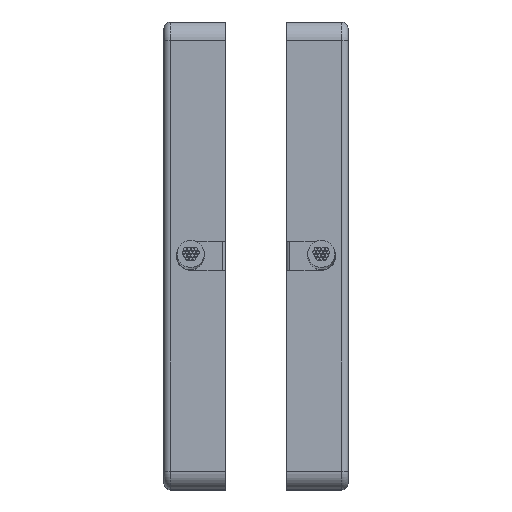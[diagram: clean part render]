
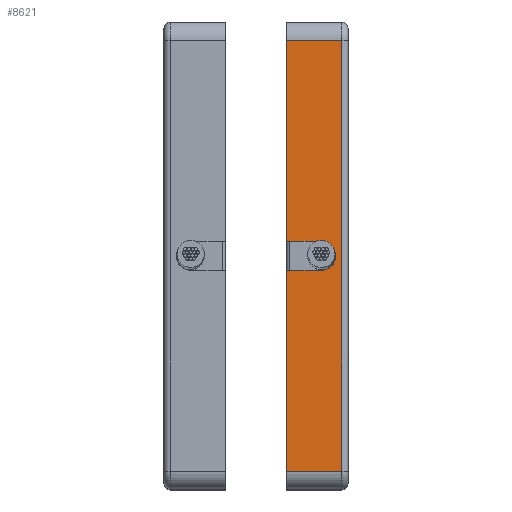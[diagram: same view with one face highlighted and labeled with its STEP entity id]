
A CAD part, top view. The second image highlights one B-rep face of the part: STEP entity #8621.
In plain terms, the highlighted planar face has unit normal (0, 0, 1).
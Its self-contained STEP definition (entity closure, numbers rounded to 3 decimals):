
#372=DIRECTION('',(0.,-1.,0.));
#373=VECTOR('',#372,2.819);
#374=CARTESIAN_POINT('',(-1.181,5.,9.525));
#375=LINE('',#374,#373);
#376=CARTESIAN_POINT('',(0.,2.181,9.525));
#377=DIRECTION('',(0.,0.,1.));
#378=DIRECTION('',(-1.,0.,0.));
#379=AXIS2_PLACEMENT_3D('',#376,#377,#378);
#381=DIRECTION('',(0.,-1.,0.));
#382=VECTOR('',#381,2.819);
#383=CARTESIAN_POINT('',(1.181,5.,9.525));
#384=LINE('',#383,#382);
#385=DIRECTION('',(0.,-1.,0.));
#386=VECTOR('',#385,4.5);
#387=CARTESIAN_POINT('',(17.55,5.,9.525));
#388=LINE('',#387,#386);
#389=DIRECTION('',(1.,0.,0.));
#390=VECTOR('',#389,35.1);
#391=CARTESIAN_POINT('',(-17.55,0.5,9.525));
#392=LINE('',#391,#390);
#393=DIRECTION('',(0.,-1.,0.));
#394=VECTOR('',#393,4.5);
#395=CARTESIAN_POINT('',(-17.55,5.,9.525));
#396=LINE('',#395,#394);
#537=DIRECTION('',(-1.,0.,0.));
#538=VECTOR('',#537,16.369);
#539=CARTESIAN_POINT('',(-1.181,5.,9.525));
#540=LINE('',#539,#538);
#738=DIRECTION('',(-1.,0.,0.));
#739=VECTOR('',#738,16.369);
#740=CARTESIAN_POINT('',(17.55,5.,9.525));
#741=LINE('',#740,#739);
#6540=CARTESIAN_POINT('',(17.55,5.,9.525));
#6542=VERTEX_POINT('',#6540);
#6551=CARTESIAN_POINT('',(-17.55,5.,9.525));
#6553=VERTEX_POINT('',#6551);
#6653=CARTESIAN_POINT('',(-17.55,0.5,9.525));
#6654=VERTEX_POINT('',#6653);
#6657=CARTESIAN_POINT('',(17.55,0.5,9.525));
#6658=VERTEX_POINT('',#6657);
#8207=CARTESIAN_POINT('',(-1.181,5.,9.525));
#8209=VERTEX_POINT('',#8207);
#8215=CARTESIAN_POINT('',(1.181,5.,9.525));
#8217=VERTEX_POINT('',#8215);
#8223=CARTESIAN_POINT('',(-1.181,2.181,9.525));
#8224=VERTEX_POINT('',#8223);
#8225=CARTESIAN_POINT('',(1.181,2.181,9.525));
#8226=VERTEX_POINT('',#8225);
#8600=CARTESIAN_POINT('',(19.05,0.,9.525));
#8601=DIRECTION('',(0.,0.,-1.));
#8602=DIRECTION('',(-1.,0.,0.));
#8603=AXIS2_PLACEMENT_3D('',#8600,#8601,#8602);
#8604=PLANE('',#8603);
#8606=ORIENTED_EDGE('',*,*,#8605,.T.);
#8608=ORIENTED_EDGE('',*,*,#8607,.T.);
#8610=ORIENTED_EDGE('',*,*,#8609,.F.);
#8612=ORIENTED_EDGE('',*,*,#8611,.F.);
#8613=ORIENTED_EDGE('',*,*,#8592,.T.);
#8614=ORIENTED_EDGE('',*,*,#8376,.F.);
#8616=ORIENTED_EDGE('',*,*,#8615,.F.);
#8618=ORIENTED_EDGE('',*,*,#8617,.F.);
#8619=EDGE_LOOP('',(#8606,#8608,#8610,#8612,#8613,#8614,#8616,#8618));
#8620=FACE_OUTER_BOUND('',#8619,.F.);
#8621=ADVANCED_FACE('',(#8620),#8604,.F.);
#380=CIRCLE('',#379,1.181);
#8376=EDGE_CURVE('',#6654,#6658,#392,.T.);
#8592=EDGE_CURVE('',#6542,#6658,#388,.T.);
#8605=EDGE_CURVE('',#8209,#8224,#375,.T.);
#8607=EDGE_CURVE('',#8224,#8226,#380,.T.);
#8609=EDGE_CURVE('',#8217,#8226,#384,.T.);
#8611=EDGE_CURVE('',#6542,#8217,#741,.T.);
#8615=EDGE_CURVE('',#6553,#6654,#396,.T.);
#8617=EDGE_CURVE('',#8209,#6553,#540,.T.);
